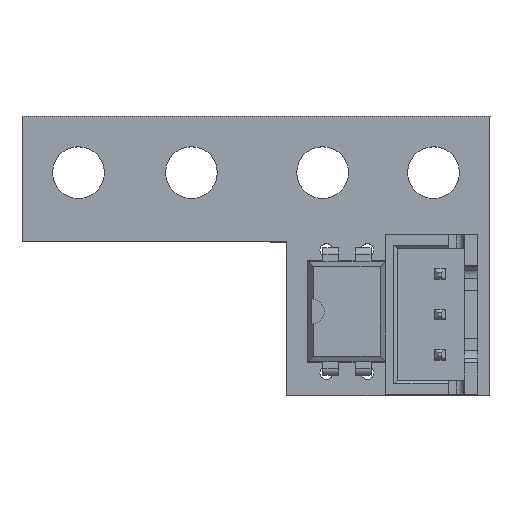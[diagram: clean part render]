
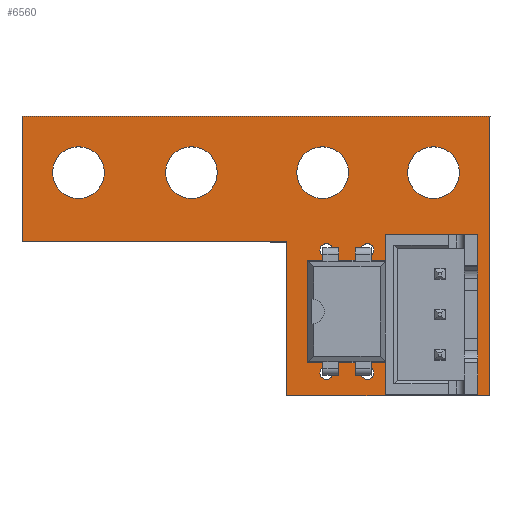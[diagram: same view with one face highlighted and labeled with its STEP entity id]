
A CAD part, top view. The second image highlights one B-rep face of the part: STEP entity #6560.
In plain terms, the highlighted planar face has unit normal (0, 0, 1).
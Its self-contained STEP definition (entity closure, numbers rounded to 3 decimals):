
#6311 = VERTEX_POINT('',#6312);
#6312 = CARTESIAN_POINT('',(179.07,-127.,1.6));
#6318 = EDGE_CURVE('',#6311,#6319,#6321,.T.);
#6319 = VERTEX_POINT('',#6320);
#6320 = CARTESIAN_POINT('',(166.5,-127.034,1.6));
#6321 = LINE('',#6322,#6323);
#6322 = CARTESIAN_POINT('',(179.07,-127.,1.6));
#6323 = VECTOR('',#6324,1.);
#6324 = DIRECTION('',(-1.,-0.003,0.));
#6351 = VERTEX_POINT('',#6352);
#6352 = CARTESIAN_POINT('',(179.1,-109.7,1.6));
#6358 = EDGE_CURVE('',#6351,#6311,#6359,.T.);
#6359 = LINE('',#6360,#6361);
#6360 = CARTESIAN_POINT('',(179.1,-109.7,1.6));
#6361 = VECTOR('',#6362,1.);
#6362 = DIRECTION('',(-0.002,-1.,0.));
#6380 = EDGE_CURVE('',#6319,#6381,#6383,.T.);
#6381 = VERTEX_POINT('',#6382);
#6382 = CARTESIAN_POINT('',(166.5,-117.5,1.6));
#6383 = LINE('',#6384,#6385);
#6384 = CARTESIAN_POINT('',(166.5,-127.034,1.6));
#6385 = VECTOR('',#6386,1.);
#6386 = DIRECTION('',(0.,1.,0.));
#6560 = ADVANCED_FACE('',(#6561,#6588,#6599,#6610,#6621,#6632,#6643,
    #6654,#6665,#6676,#6687,#6698),#6709,.F.);
#6561 = FACE_BOUND('',#6562,.F.);
#6562 = EDGE_LOOP('',(#6563,#6564,#6565,#6573,#6581,#6587));
#6563 = ORIENTED_EDGE('',*,*,#6318,.T.);
#6564 = ORIENTED_EDGE('',*,*,#6380,.T.);
#6565 = ORIENTED_EDGE('',*,*,#6566,.T.);
#6566 = EDGE_CURVE('',#6381,#6567,#6569,.T.);
#6567 = VERTEX_POINT('',#6568);
#6568 = CARTESIAN_POINT('',(150.1,-117.47,1.6));
#6569 = LINE('',#6570,#6571);
#6570 = CARTESIAN_POINT('',(166.5,-117.5,1.6));
#6571 = VECTOR('',#6572,1.);
#6572 = DIRECTION('',(-1.,0.002,0.));
#6573 = ORIENTED_EDGE('',*,*,#6574,.T.);
#6574 = EDGE_CURVE('',#6567,#6575,#6577,.T.);
#6575 = VERTEX_POINT('',#6576);
#6576 = CARTESIAN_POINT('',(150.1,-109.7,1.6));
#6577 = LINE('',#6578,#6579);
#6578 = CARTESIAN_POINT('',(150.1,-117.47,1.6));
#6579 = VECTOR('',#6580,1.);
#6580 = DIRECTION('',(0.,1.,0.));
#6581 = ORIENTED_EDGE('',*,*,#6582,.T.);
#6582 = EDGE_CURVE('',#6575,#6351,#6583,.T.);
#6583 = LINE('',#6584,#6585);
#6584 = CARTESIAN_POINT('',(150.1,-109.7,1.6));
#6585 = VECTOR('',#6586,1.);
#6586 = DIRECTION('',(1.,0.,0.));
#6587 = ORIENTED_EDGE('',*,*,#6358,.T.);
#6588 = FACE_BOUND('',#6589,.F.);
#6589 = EDGE_LOOP('',(#6590));
#6590 = ORIENTED_EDGE('',*,*,#6591,.F.);
#6591 = EDGE_CURVE('',#6592,#6592,#6594,.T.);
#6592 = VERTEX_POINT('',#6593);
#6593 = CARTESIAN_POINT('',(176.,-124.975,1.6));
#6594 = CIRCLE('',#6595,0.475);
#6595 = AXIS2_PLACEMENT_3D('',#6596,#6597,#6598);
#6596 = CARTESIAN_POINT('',(176.,-124.5,1.6));
#6597 = DIRECTION('',(-0.,0.,-1.));
#6598 = DIRECTION('',(-0.,-1.,0.));
#6599 = FACE_BOUND('',#6600,.F.);
#6600 = EDGE_LOOP('',(#6601));
#6601 = ORIENTED_EDGE('',*,*,#6602,.F.);
#6602 = EDGE_CURVE('',#6603,#6603,#6605,.T.);
#6603 = VERTEX_POINT('',#6604);
#6604 = CARTESIAN_POINT('',(171.5,-126.02,1.6));
#6605 = CIRCLE('',#6606,0.4);
#6606 = AXIS2_PLACEMENT_3D('',#6607,#6608,#6609);
#6607 = CARTESIAN_POINT('',(171.5,-125.62,1.6));
#6608 = DIRECTION('',(-0.,0.,-1.));
#6609 = DIRECTION('',(-0.,-1.,0.));
#6610 = FACE_BOUND('',#6611,.F.);
#6611 = EDGE_LOOP('',(#6612));
#6612 = ORIENTED_EDGE('',*,*,#6613,.F.);
#6613 = EDGE_CURVE('',#6614,#6614,#6616,.T.);
#6614 = VERTEX_POINT('',#6615);
#6615 = CARTESIAN_POINT('',(168.96,-126.02,1.6));
#6616 = CIRCLE('',#6617,0.4);
#6617 = AXIS2_PLACEMENT_3D('',#6618,#6619,#6620);
#6618 = CARTESIAN_POINT('',(168.96,-125.62,1.6));
#6619 = DIRECTION('',(-0.,0.,-1.));
#6620 = DIRECTION('',(-0.,-1.,0.));
#6621 = FACE_BOUND('',#6622,.F.);
#6622 = EDGE_LOOP('',(#6623));
#6623 = ORIENTED_EDGE('',*,*,#6624,.F.);
#6624 = EDGE_CURVE('',#6625,#6625,#6627,.T.);
#6625 = VERTEX_POINT('',#6626);
#6626 = CARTESIAN_POINT('',(176.,-122.475,1.6));
#6627 = CIRCLE('',#6628,0.475);
#6628 = AXIS2_PLACEMENT_3D('',#6629,#6630,#6631);
#6629 = CARTESIAN_POINT('',(176.,-122.,1.6));
#6630 = DIRECTION('',(-0.,0.,-1.));
#6631 = DIRECTION('',(-0.,-1.,0.));
#6632 = FACE_BOUND('',#6633,.F.);
#6633 = EDGE_LOOP('',(#6634));
#6634 = ORIENTED_EDGE('',*,*,#6635,.F.);
#6635 = EDGE_CURVE('',#6636,#6636,#6638,.T.);
#6636 = VERTEX_POINT('',#6637);
#6637 = CARTESIAN_POINT('',(176.,-119.975,1.6));
#6638 = CIRCLE('',#6639,0.475);
#6639 = AXIS2_PLACEMENT_3D('',#6640,#6641,#6642);
#6640 = CARTESIAN_POINT('',(176.,-119.5,1.6));
#6641 = DIRECTION('',(-0.,0.,-1.));
#6642 = DIRECTION('',(-0.,-1.,0.));
#6643 = FACE_BOUND('',#6644,.F.);
#6644 = EDGE_LOOP('',(#6645));
#6645 = ORIENTED_EDGE('',*,*,#6646,.F.);
#6646 = EDGE_CURVE('',#6647,#6647,#6649,.T.);
#6647 = VERTEX_POINT('',#6648);
#6648 = CARTESIAN_POINT('',(171.5,-118.4,1.6));
#6649 = CIRCLE('',#6650,0.4);
#6650 = AXIS2_PLACEMENT_3D('',#6651,#6652,#6653);
#6651 = CARTESIAN_POINT('',(171.5,-118.,1.6));
#6652 = DIRECTION('',(-0.,0.,-1.));
#6653 = DIRECTION('',(-0.,-1.,0.));
#6654 = FACE_BOUND('',#6655,.F.);
#6655 = EDGE_LOOP('',(#6656));
#6656 = ORIENTED_EDGE('',*,*,#6657,.F.);
#6657 = EDGE_CURVE('',#6658,#6658,#6660,.T.);
#6658 = VERTEX_POINT('',#6659);
#6659 = CARTESIAN_POINT('',(168.96,-118.4,1.6));
#6660 = CIRCLE('',#6661,0.4);
#6661 = AXIS2_PLACEMENT_3D('',#6662,#6663,#6664);
#6662 = CARTESIAN_POINT('',(168.96,-118.,1.6));
#6663 = DIRECTION('',(-0.,0.,-1.));
#6664 = DIRECTION('',(-0.,-1.,0.));
#6665 = FACE_BOUND('',#6666,.F.);
#6666 = EDGE_LOOP('',(#6667));
#6667 = ORIENTED_EDGE('',*,*,#6668,.F.);
#6668 = EDGE_CURVE('',#6669,#6669,#6671,.T.);
#6669 = VERTEX_POINT('',#6670);
#6670 = CARTESIAN_POINT('',(175.6,-114.8,1.6));
#6671 = CIRCLE('',#6672,1.6);
#6672 = AXIS2_PLACEMENT_3D('',#6673,#6674,#6675);
#6673 = CARTESIAN_POINT('',(175.6,-113.2,1.6));
#6674 = DIRECTION('',(-0.,0.,-1.));
#6675 = DIRECTION('',(-0.,-1.,0.));
#6676 = FACE_BOUND('',#6677,.F.);
#6677 = EDGE_LOOP('',(#6678));
#6678 = ORIENTED_EDGE('',*,*,#6679,.F.);
#6679 = EDGE_CURVE('',#6680,#6680,#6682,.T.);
#6680 = VERTEX_POINT('',#6681);
#6681 = CARTESIAN_POINT('',(168.728,-114.8,1.6));
#6682 = CIRCLE('',#6683,1.6);
#6683 = AXIS2_PLACEMENT_3D('',#6684,#6685,#6686);
#6684 = CARTESIAN_POINT('',(168.728,-113.2,1.6));
#6685 = DIRECTION('',(-0.,0.,-1.));
#6686 = DIRECTION('',(-0.,-1.,0.));
#6687 = FACE_BOUND('',#6688,.F.);
#6688 = EDGE_LOOP('',(#6689));
#6689 = ORIENTED_EDGE('',*,*,#6690,.F.);
#6690 = EDGE_CURVE('',#6691,#6691,#6693,.T.);
#6691 = VERTEX_POINT('',#6692);
#6692 = CARTESIAN_POINT('',(160.6,-114.8,1.6));
#6693 = CIRCLE('',#6694,1.6);
#6694 = AXIS2_PLACEMENT_3D('',#6695,#6696,#6697);
#6695 = CARTESIAN_POINT('',(160.6,-113.2,1.6));
#6696 = DIRECTION('',(-0.,0.,-1.));
#6697 = DIRECTION('',(-0.,-1.,0.));
#6698 = FACE_BOUND('',#6699,.F.);
#6699 = EDGE_LOOP('',(#6700));
#6700 = ORIENTED_EDGE('',*,*,#6701,.F.);
#6701 = EDGE_CURVE('',#6702,#6702,#6704,.T.);
#6702 = VERTEX_POINT('',#6703);
#6703 = CARTESIAN_POINT('',(153.6,-114.8,1.6));
#6704 = CIRCLE('',#6705,1.6);
#6705 = AXIS2_PLACEMENT_3D('',#6706,#6707,#6708);
#6706 = CARTESIAN_POINT('',(153.6,-113.2,1.6));
#6707 = DIRECTION('',(-0.,0.,-1.));
#6708 = DIRECTION('',(-0.,-1.,0.));
#6709 = PLANE('',#6710);
#6710 = AXIS2_PLACEMENT_3D('',#6711,#6712,#6713);
#6711 = CARTESIAN_POINT('',(166.281,-116.667,1.6));
#6712 = DIRECTION('',(-0.,-0.,-1.));
#6713 = DIRECTION('',(-1.,0.,0.));
